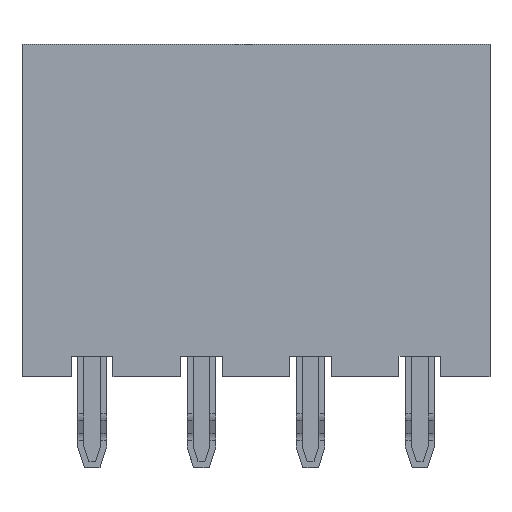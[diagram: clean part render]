
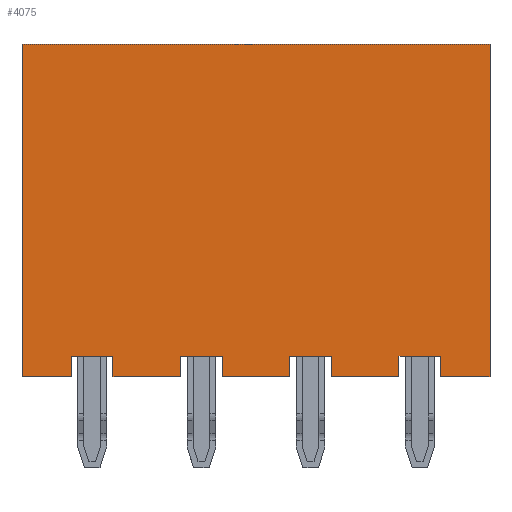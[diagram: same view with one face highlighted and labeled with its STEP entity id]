
A CAD part, front view. The second image highlights one B-rep face of the part: STEP entity #4075.
In plain terms, the highlighted planar face has unit normal (0, -1, 0).
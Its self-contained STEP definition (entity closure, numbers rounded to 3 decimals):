
#173=ORIENTED_EDGE('',*,*,#1381,.F.);
#174=ORIENTED_EDGE('',*,*,#1395,.T.);
#175=ORIENTED_EDGE('',*,*,#1396,.T.);
#176=ORIENTED_EDGE('',*,*,#1397,.T.);
#177=ORIENTED_EDGE('',*,*,#1383,.F.);
#178=ORIENTED_EDGE('',*,*,#1398,.T.);
#179=ORIENTED_EDGE('',*,*,#1399,.T.);
#180=ORIENTED_EDGE('',*,*,#1400,.F.);
#181=ORIENTED_EDGE('',*,*,#1401,.F.);
#182=ORIENTED_EDGE('',*,*,#1402,.T.);
#183=ORIENTED_EDGE('',*,*,#1403,.T.);
#184=ORIENTED_EDGE('',*,*,#1404,.T.);
#185=ORIENTED_EDGE('',*,*,#1405,.F.);
#186=ORIENTED_EDGE('',*,*,#1406,.T.);
#187=ORIENTED_EDGE('',*,*,#1407,.T.);
#188=ORIENTED_EDGE('',*,*,#1408,.T.);
#189=ORIENTED_EDGE('',*,*,#1409,.F.);
#190=ORIENTED_EDGE('',*,*,#1410,.T.);
#191=ORIENTED_EDGE('',*,*,#1411,.T.);
#192=ORIENTED_EDGE('',*,*,#1412,.T.);
#1381=EDGE_CURVE('',#1992,#1993,#2394,.T.);
#1383=EDGE_CURVE('',#1994,#1995,#2396,.T.);
#1395=EDGE_CURVE('',#1992,#2006,#2408,.T.);
#1396=EDGE_CURVE('',#2006,#2007,#2409,.T.);
#1397=EDGE_CURVE('',#2007,#1995,#2410,.T.);
#1398=EDGE_CURVE('',#1994,#2008,#2411,.T.);
#1399=EDGE_CURVE('',#2008,#2009,#2412,.T.);
#1400=EDGE_CURVE('',#2010,#2009,#2413,.T.);
#1401=EDGE_CURVE('',#2011,#2010,#2414,.T.);
#1402=EDGE_CURVE('',#2011,#2012,#2415,.T.);
#1403=EDGE_CURVE('',#2012,#2013,#2416,.T.);
#1404=EDGE_CURVE('',#2013,#2014,#2417,.T.);
#1405=EDGE_CURVE('',#2015,#2014,#2418,.T.);
#1406=EDGE_CURVE('',#2015,#2016,#2419,.T.);
#1407=EDGE_CURVE('',#2016,#2017,#2420,.T.);
#1408=EDGE_CURVE('',#2017,#2018,#2421,.T.);
#1409=EDGE_CURVE('',#2019,#2018,#2422,.T.);
#1410=EDGE_CURVE('',#2019,#2020,#2423,.T.);
#1411=EDGE_CURVE('',#2020,#2021,#2424,.T.);
#1412=EDGE_CURVE('',#2021,#1993,#2425,.T.);
#1992=VERTEX_POINT('',#5708);
#1993=VERTEX_POINT('',#5710);
#1994=VERTEX_POINT('',#5714);
#1995=VERTEX_POINT('',#5715);
#2006=VERTEX_POINT('',#5741);
#2007=VERTEX_POINT('',#5743);
#2008=VERTEX_POINT('',#5746);
#2009=VERTEX_POINT('',#5748);
#2010=VERTEX_POINT('',#5750);
#2011=VERTEX_POINT('',#5752);
#2012=VERTEX_POINT('',#5754);
#2013=VERTEX_POINT('',#5756);
#2014=VERTEX_POINT('',#5758);
#2015=VERTEX_POINT('',#5760);
#2016=VERTEX_POINT('',#5762);
#2017=VERTEX_POINT('',#5764);
#2018=VERTEX_POINT('',#5766);
#2019=VERTEX_POINT('',#5768);
#2020=VERTEX_POINT('',#5770);
#2021=VERTEX_POINT('',#5772);
#2394=LINE('',#5709,#2947);
#2396=LINE('',#5713,#2949);
#2408=LINE('',#5740,#2961);
#2409=LINE('',#5742,#2962);
#2410=LINE('',#5744,#2963);
#2411=LINE('',#5745,#2964);
#2412=LINE('',#5747,#2965);
#2413=LINE('',#5749,#2966);
#2414=LINE('',#5751,#2967);
#2415=LINE('',#5753,#2968);
#2416=LINE('',#5755,#2969);
#2417=LINE('',#5757,#2970);
#2418=LINE('',#5759,#2971);
#2419=LINE('',#5761,#2972);
#2420=LINE('',#5763,#2973);
#2421=LINE('',#5765,#2974);
#2422=LINE('',#5767,#2975);
#2423=LINE('',#5769,#2976);
#2424=LINE('',#5771,#2977);
#2425=LINE('',#5773,#2978);
#2947=VECTOR('',#4600,1000.);
#2949=VECTOR('',#4604,1000.);
#2961=VECTOR('',#4622,1000.);
#2962=VECTOR('',#4623,1000.);
#2963=VECTOR('',#4624,1000.);
#2964=VECTOR('',#4625,1000.);
#2965=VECTOR('',#4626,1000.);
#2966=VECTOR('',#4627,1000.);
#2967=VECTOR('',#4628,1000.);
#2968=VECTOR('',#4629,1000.);
#2969=VECTOR('',#4630,1000.);
#2970=VECTOR('',#4631,1000.);
#2971=VECTOR('',#4632,1000.);
#2972=VECTOR('',#4633,1000.);
#2973=VECTOR('',#4634,1000.);
#2974=VECTOR('',#4635,1000.);
#2975=VECTOR('',#4636,1000.);
#2976=VECTOR('',#4637,1000.);
#2977=VECTOR('',#4638,1000.);
#2978=VECTOR('',#4639,1000.);
#3477=EDGE_LOOP('',(#173,#174,#175,#176,#177,#178,#179,#180,#181,#182,#183,
#184,#185,#186,#187,#188,#189,#190,#191,#192));
#3690=FACE_BOUND('',#3477,.T.);
#3903=PLANE('',#4303);
#4075=ADVANCED_FACE('',(#3690),#3903,.T.);
#4303=AXIS2_PLACEMENT_3D('',#5739,#4620,#4621);
#4600=DIRECTION('',(-1.,0.,0.));
#4604=DIRECTION('',(-1.,0.,0.));
#4620=DIRECTION('',(0.,-1.,0.));
#4621=DIRECTION('',(0.,0.,-1.));
#4622=DIRECTION('',(0.,0.,1.));
#4623=DIRECTION('',(1.,0.,0.));
#4624=DIRECTION('',(0.,0.,-1.));
#4625=DIRECTION('',(0.,0.,1.));
#4626=DIRECTION('',(-1.,0.,0.));
#4627=DIRECTION('',(0.,0.,1.));
#4628=DIRECTION('',(-1.,0.,0.));
#4629=DIRECTION('',(0.,0.,1.));
#4630=DIRECTION('',(1.,0.,0.));
#4631=DIRECTION('',(0.,0.,-1.));
#4632=DIRECTION('',(-1.,0.,0.));
#4633=DIRECTION('',(0.,0.,1.));
#4634=DIRECTION('',(1.,0.,0.));
#4635=DIRECTION('',(0.,0.,-1.));
#4636=DIRECTION('',(-1.,0.,0.));
#4637=DIRECTION('',(0.,0.,1.));
#4638=DIRECTION('',(1.,0.,0.));
#4639=DIRECTION('',(0.,0.,-1.));
#5708=CARTESIAN_POINT('',(5.5,-2.7,-6.4));
#5709=CARTESIAN_POINT('',(9.,-2.7,-6.4));
#5710=CARTESIAN_POINT('',(2.9,-2.7,-6.4));
#5713=CARTESIAN_POINT('',(9.,-2.7,-6.4));
#5714=CARTESIAN_POINT('',(9.,-2.7,-6.4));
#5715=CARTESIAN_POINT('',(7.1,-2.7,-6.4));
#5739=CARTESIAN_POINT('',(9.,-2.7,-6.4));
#5740=CARTESIAN_POINT('',(5.5,-2.7,-6.4));
#5741=CARTESIAN_POINT('',(5.5,-2.7,-5.6));
#5742=CARTESIAN_POINT('',(5.5,-2.7,-5.6));
#5743=CARTESIAN_POINT('',(7.1,-2.7,-5.6));
#5744=CARTESIAN_POINT('',(7.1,-2.7,-5.6));
#5745=CARTESIAN_POINT('',(9.,-2.7,-6.4));
#5746=CARTESIAN_POINT('',(9.,-2.7,6.4));
#5747=CARTESIAN_POINT('',(9.,-2.7,6.4));
#5748=CARTESIAN_POINT('',(-9.,-2.7,6.4));
#5749=CARTESIAN_POINT('',(-9.,-2.7,-6.4));
#5750=CARTESIAN_POINT('',(-9.,-2.7,-6.4));
#5751=CARTESIAN_POINT('',(9.,-2.7,-6.4));
#5752=CARTESIAN_POINT('',(-7.1,-2.7,-6.4));
#5753=CARTESIAN_POINT('',(-7.1,-2.7,-6.4));
#5754=CARTESIAN_POINT('',(-7.1,-2.7,-5.6));
#5755=CARTESIAN_POINT('',(-7.1,-2.7,-5.6));
#5756=CARTESIAN_POINT('',(-5.5,-2.7,-5.6));
#5757=CARTESIAN_POINT('',(-5.5,-2.7,-5.6));
#5758=CARTESIAN_POINT('',(-5.5,-2.7,-6.4));
#5759=CARTESIAN_POINT('',(9.,-2.7,-6.4));
#5760=CARTESIAN_POINT('',(-2.9,-2.7,-6.4));
#5761=CARTESIAN_POINT('',(-2.9,-2.7,-6.4));
#5762=CARTESIAN_POINT('',(-2.9,-2.7,-5.6));
#5763=CARTESIAN_POINT('',(-2.9,-2.7,-5.6));
#5764=CARTESIAN_POINT('',(-1.3,-2.7,-5.6));
#5765=CARTESIAN_POINT('',(-1.3,-2.7,-5.6));
#5766=CARTESIAN_POINT('',(-1.3,-2.7,-6.4));
#5767=CARTESIAN_POINT('',(9.,-2.7,-6.4));
#5768=CARTESIAN_POINT('',(1.3,-2.7,-6.4));
#5769=CARTESIAN_POINT('',(1.3,-2.7,-6.4));
#5770=CARTESIAN_POINT('',(1.3,-2.7,-5.6));
#5771=CARTESIAN_POINT('',(1.3,-2.7,-5.6));
#5772=CARTESIAN_POINT('',(2.9,-2.7,-5.6));
#5773=CARTESIAN_POINT('',(2.9,-2.7,-5.6));
